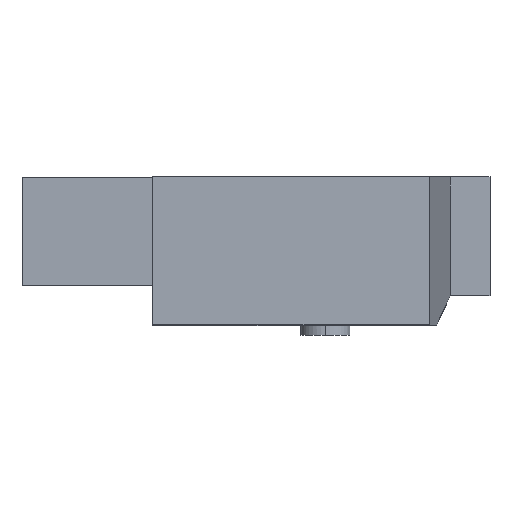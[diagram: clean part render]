
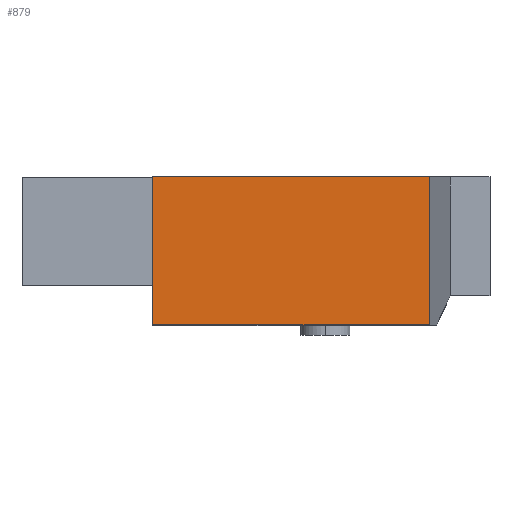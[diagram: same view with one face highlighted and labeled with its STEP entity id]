
A CAD part, top view. The second image highlights one B-rep face of the part: STEP entity #879.
In plain terms, the highlighted planar face has unit normal (0, 0, 1).
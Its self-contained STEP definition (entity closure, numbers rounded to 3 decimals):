
#23 = VECTOR ( 'NONE', #986, 1000. ) ;
#105 = ORIENTED_EDGE ( 'NONE', *, *, #632, .F. ) ;
#133 = ORIENTED_EDGE ( 'NONE', *, *, #801, .T. ) ;
#159 = EDGE_LOOP ( 'NONE', ( #133, #105, #352, #841 ) ) ;
#164 = PLANE ( 'NONE',  #380 ) ;
#172 = DIRECTION ( 'NONE',  ( 1., 0., 0. ) ) ;
#191 = VERTEX_POINT ( 'NONE', #224 ) ;
#195 = LINE ( 'NONE', #907, #23 ) ;
#202 = VERTEX_POINT ( 'NONE', #919 ) ;
#207 = LINE ( 'NONE', #761, #747 ) ;
#224 = CARTESIAN_POINT ( 'NONE',  ( 53.231, 0., -53.763 ) ) ;
#250 = EDGE_CURVE ( 'NONE', #202, #722, #340, .T. ) ;
#292 = CARTESIAN_POINT ( 'NONE',  ( 25.231, 0., -53.763 ) ) ;
#302 = DIRECTION ( 'NONE',  ( -1., 0., 0. ) ) ;
#340 = LINE ( 'NONE', #631, #909 ) ;
#352 = ORIENTED_EDGE ( 'NONE', *, *, #250, .F. ) ;
#371 = VECTOR ( 'NONE', #771, 1000. ) ;
#380 = AXIS2_PLACEMENT_3D ( 'NONE', #785, #559, #302 ) ;
#434 = LINE ( 'NONE', #551, #371 ) ;
#462 = DIRECTION ( 'NONE',  ( 0., -1., 0. ) ) ;
#551 = CARTESIAN_POINT ( 'NONE',  ( 53.231, 0., -53.763 ) ) ;
#559 = DIRECTION ( 'NONE',  ( 0., 0., -1. ) ) ;
#612 = VERTEX_POINT ( 'NONE', #292 ) ;
#631 = CARTESIAN_POINT ( 'NONE',  ( 53.231, 15., -53.763 ) ) ;
#632 = EDGE_CURVE ( 'NONE', #722, #191, #207, .T. ) ;
#671 = EDGE_CURVE ( 'NONE', #202, #612, #195, .T. ) ;
#684 = CARTESIAN_POINT ( 'NONE',  ( 53.231, 15., -53.763 ) ) ;
#722 = VERTEX_POINT ( 'NONE', #684 ) ;
#747 = VECTOR ( 'NONE', #462, 1000. ) ;
#761 = CARTESIAN_POINT ( 'NONE',  ( 53.231, 15., -53.763 ) ) ;
#771 = DIRECTION ( 'NONE',  ( 1., 0., 0. ) ) ;
#785 = CARTESIAN_POINT ( 'NONE',  ( 53.231, 15., -53.763 ) ) ;
#801 = EDGE_CURVE ( 'NONE', #612, #191, #434, .T. ) ;
#841 = ORIENTED_EDGE ( 'NONE', *, *, #671, .T. ) ;
#879 = ADVANCED_FACE ( 'NONE', ( #896 ), #164, .F. ) ;
#896 = FACE_OUTER_BOUND ( 'NONE', #159, .T. ) ;
#907 = CARTESIAN_POINT ( 'NONE',  ( 25.231, 15., -53.763 ) ) ;
#909 = VECTOR ( 'NONE', #172, 1000. ) ;
#919 = CARTESIAN_POINT ( 'NONE',  ( 25.231, 15., -53.763 ) ) ;
#986 = DIRECTION ( 'NONE',  ( 0., -1., 0. ) ) ;
